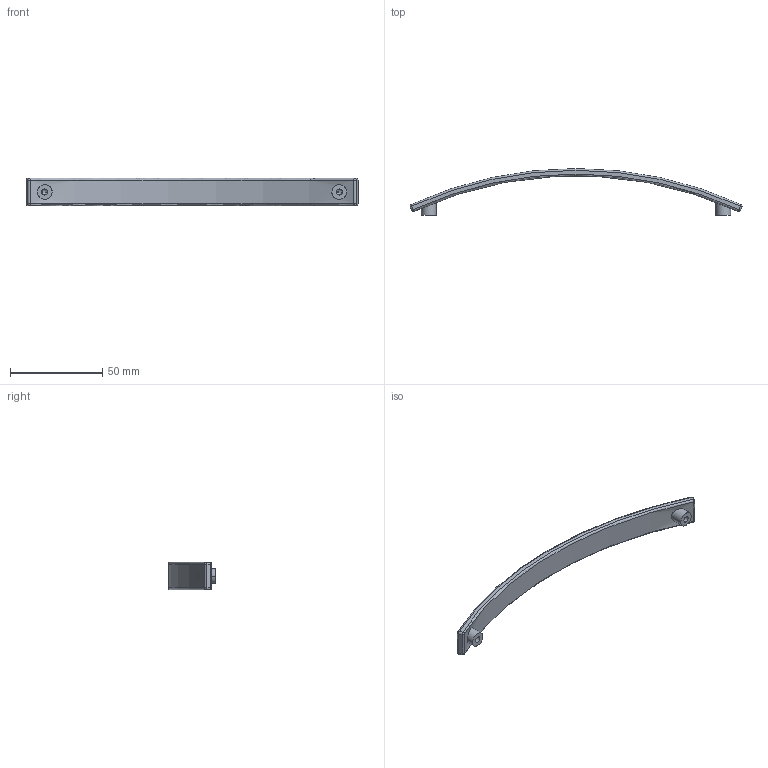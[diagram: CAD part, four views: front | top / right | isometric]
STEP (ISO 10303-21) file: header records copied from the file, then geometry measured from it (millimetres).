
FILE_DESCRIPTION(('Creo Elements/Direct Modeling STEP Export'),'2;1');
FILE_NAME('2084-181.stp','2019-01-11T11:22:28',(''),(''),'Creo Elements/Direct Modeling STEP processor for AP214 (Solid Model)','Creo Elements/Direct Modeling 20.0 12-Nov-2016 (C) Parametric Technology GmbH','');
FILE_SCHEMA(('AUTOMOTIVE_DESIGN { 1 0 10303 214 1 1 1 1 }'));
Length unit declared in the file: millimetre
Products named in the file (1): 2084-181
Bounding box: 180.34 x 25.5 x 15 mm (x, y, z)
Volume: 11347.7 mm3; surface area: 7270.4 mm2
Topology: 1 solids, 1 shells, 48 faces, 106 edges, 52 vertices
Faces by surface type: cylinder 22, sphere 10, plane 8, cone 4, torus 4
Entity records: 2000 total; most frequent: CARTESIAN_POINT 975, DIRECTION 222, ORIENTED_EDGE 184, AXIS2_PLACEMENT_3D 95, EDGE_CURVE 92, EDGE_LOOP 54, VERTEX_POINT 52, FACE_OUTER_BOUND 48
